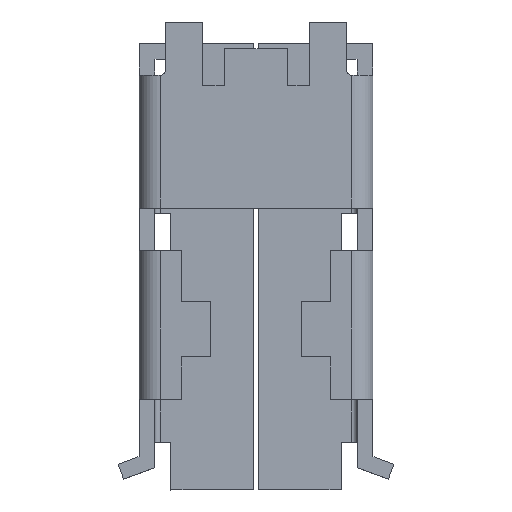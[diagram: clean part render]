
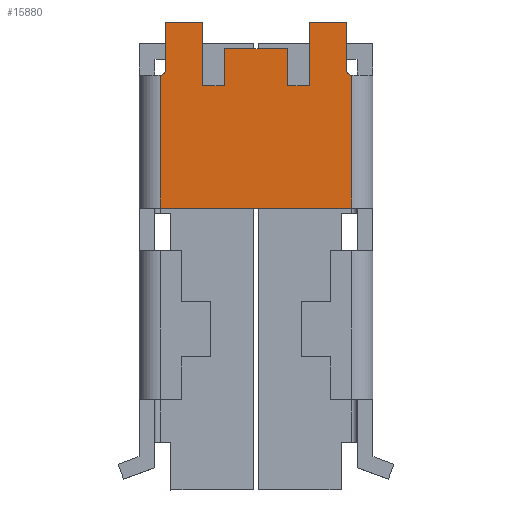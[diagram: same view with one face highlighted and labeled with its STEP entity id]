
A CAD part, top view. The second image highlights one B-rep face of the part: STEP entity #15880.
In plain terms, the highlighted planar face has unit normal (0, 0, 1).
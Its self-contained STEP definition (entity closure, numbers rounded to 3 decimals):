
#120=CARTESIAN_POINT('',(163.238,-15.6,
0.89));
#130=VERTEX_POINT('',#120);
#160=CARTESIAN_POINT('',(163.238,-15.15,
0.89));
#170=DIRECTION('',(0.,1.,0.));
#180=VECTOR('',#170,1.);
#190=LINE('',#160,#180);
#200=CARTESIAN_POINT('',(163.238,-15.95,
0.89));
#210=VERTEX_POINT('',#200);
#220=EDGE_CURVE('',#210,#130,#190,.T.);
#6170=CARTESIAN_POINT('',(163.038,-15.35,
0.89));
#6180=VERTEX_POINT('',#6170);
#6210=CARTESIAN_POINT('',(163.438,-15.35,
0.89));
#6220=DIRECTION('',(-1.,0.,0.));
#6230=VECTOR('',#6220,1.);
#6240=LINE('',#6210,#6230);
#6250=CARTESIAN_POINT('',(162.688,-15.35,
0.89));
#6260=VERTEX_POINT('',#6250);
#6270=EDGE_CURVE('',#6180,#6260,#6240,.T.);
#6990=CARTESIAN_POINT('',(163.438,-15.95,
0.89));
#7000=DIRECTION('',(1.,0.,0.));
#7010=VECTOR('',#7000,1.);
#7020=LINE('',#6990,#7010);
#7030=CARTESIAN_POINT('',(163.038,-15.95,
0.89));
#7040=VERTEX_POINT('',#7030);
#7050=EDGE_CURVE('',#7040,#210,#7020,.T.);
#7440=CARTESIAN_POINT('',(163.838,-15.6,
0.89));
#7450=VERTEX_POINT('',#7440);
#7480=CARTESIAN_POINT('',(163.638,-15.6,
0.89));
#7490=DIRECTION('',(-1.,0.,0.));
#7500=VECTOR('',#7490,1.);
#7510=LINE('',#7480,#7500);
#7520=CARTESIAN_POINT('',(163.538,-15.6,
0.89));
#7530=VERTEX_POINT('',#7520);
#7540=EDGE_CURVE('',#7450,#7530,#7510,.T.);
#7560=CARTESIAN_POINT('',(163.438,-15.6,
0.89));
#7570=DIRECTION('',(1.,0.,0.));
#7580=VECTOR('',#7570,1.);
#7590=LINE('',#7560,#7580);
#7600=EDGE_CURVE('',#130,#7530,#7590,.T.);
#9750=CARTESIAN_POINT('',(162.688,-15.8,
0.89));
#9760=VERTEX_POINT('',#9750);
#9790=CARTESIAN_POINT('',(162.638,-15.8,
0.89));
#9800=DIRECTION('',(0.,0.,-1.));
#9810=DIRECTION('',(1.,0.,0.));
#9820=AXIS2_PLACEMENT_3D('',#9790,#9800,#9810);
#9830=CIRCLE('',#9820,0.05);
#9840=CARTESIAN_POINT('',(162.638,-15.85,
0.89));
#9850=VERTEX_POINT('',#9840);
#9860=EDGE_CURVE('',#9760,#9850,#9830,.T.);
#10090=CARTESIAN_POINT('',(164.438,-17.1,
0.89));
#10100=VERTEX_POINT('',#10090);
#10740=CARTESIAN_POINT('',(162.638,-17.1,
0.89));
#10750=VERTEX_POINT('',#10740);
#10780=CARTESIAN_POINT('',(163.438,-17.1,
0.89));
#10790=DIRECTION('',(-1.,0.,0.));
#10800=VECTOR('',#10790,1.);
#10810=LINE('',#10780,#10800);
#10820=EDGE_CURVE('',#10100,#10750,#10810,.T.);
#12530=CARTESIAN_POINT('',(162.688,-15.15,
0.89));
#12540=DIRECTION('',(0.,-1.,0.));
#12550=VECTOR('',#12540,1.);
#12560=LINE('',#12530,#12550);
#12570=EDGE_CURVE('',#6260,#9760,#12560,.T.);
#15060=CARTESIAN_POINT('',(163.238,-15.6,
0.89));
#15070=DIRECTION('',(0.,0.,-1.));
#15080=DIRECTION('',(0.,1.,0.));
#15090=AXIS2_PLACEMENT_3D('',#15060,#15070,#15080);
#15100=PLANE('',#15090);
#15110=ORIENTED_EDGE('',*,*,#12570,.T.);
#15120=ORIENTED_EDGE('',*,*,#6270,.T.);
#15130=CARTESIAN_POINT('',(163.038,-15.15,
0.89));
#15140=DIRECTION('',(0.,1.,0.));
#15150=VECTOR('',#15140,1.);
#15160=LINE('',#15130,#15150);
#15170=EDGE_CURVE('',#7040,#6180,#15160,.T.);
#15180=ORIENTED_EDGE('',*,*,#15170,.T.);
#15190=ORIENTED_EDGE('',*,*,#7050,.F.);
#15200=ORIENTED_EDGE('',*,*,#220,.F.);
#15210=ORIENTED_EDGE('',*,*,#7600,.F.);
#15220=ORIENTED_EDGE('',*,*,#7540,.T.);
#15230=CARTESIAN_POINT('',(163.838,-15.15,
0.89));
#15240=DIRECTION('',(0.,1.,0.));
#15250=VECTOR('',#15240,1.);
#15260=LINE('',#15230,#15250);
#15270=CARTESIAN_POINT('',(163.838,-15.95,
0.89));
#15280=VERTEX_POINT('',#15270);
#15290=EDGE_CURVE('',#15280,#7450,#15260,.T.);
#15300=ORIENTED_EDGE('',*,*,#15290,.T.);
#15310=CARTESIAN_POINT('',(163.638,-15.95,
0.89));
#15320=DIRECTION('',(-1.,0.,0.));
#15330=VECTOR('',#15320,1.);
#15340=LINE('',#15310,#15330);
#15350=CARTESIAN_POINT('',(164.038,-15.95,
0.89));
#15360=VERTEX_POINT('',#15350);
#15370=EDGE_CURVE('',#15360,#15280,#15340,.T.);
#15380=ORIENTED_EDGE('',*,*,#15370,.T.);
#15390=CARTESIAN_POINT('',(164.038,-15.15,
0.89));
#15400=DIRECTION('',(0.,1.,0.));
#15410=VECTOR('',#15400,1.);
#15420=LINE('',#15390,#15410);
#15430=CARTESIAN_POINT('',(164.038,-15.35,
0.89));
#15440=VERTEX_POINT('',#15430);
#15450=EDGE_CURVE('',#15360,#15440,#15420,.T.);
#15460=ORIENTED_EDGE('',*,*,#15450,.F.);
#15470=CARTESIAN_POINT('',(163.638,-15.35,
0.89));
#15480=DIRECTION('',(1.,0.,0.));
#15490=VECTOR('',#15480,1.);
#15500=LINE('',#15470,#15490);
#15510=CARTESIAN_POINT('',(164.388,-15.35,
0.89));
#15520=VERTEX_POINT('',#15510);
#15530=EDGE_CURVE('',#15440,#15520,#15500,.T.);
#15540=ORIENTED_EDGE('',*,*,#15530,.F.);
#15550=CARTESIAN_POINT('',(164.388,-15.15,
0.89));
#15560=DIRECTION('',(0.,-1.,0.));
#15570=VECTOR('',#15560,1.);
#15580=LINE('',#15550,#15570);
#15590=CARTESIAN_POINT('',(164.388,-15.8,
0.89));
#15600=VERTEX_POINT('',#15590);
#15610=EDGE_CURVE('',#15520,#15600,#15580,.T.);
#15620=ORIENTED_EDGE('',*,*,#15610,.F.);
#15630=CARTESIAN_POINT('',(164.438,-15.8,
0.89));
#15640=DIRECTION('',(0.,0.,1.));
#15650=DIRECTION('',(-1.,0.,0.));
#15660=AXIS2_PLACEMENT_3D('',#15630,#15640,#15650);
#15670=CIRCLE('',#15660,0.05);
#15680=CARTESIAN_POINT('',(164.438,-15.85,
0.89));
#15690=VERTEX_POINT('',#15680);
#15700=EDGE_CURVE('',#15600,#15690,#15670,.T.);
#15710=ORIENTED_EDGE('',*,*,#15700,.F.);
#15720=CARTESIAN_POINT('',(164.438,-15.15,
0.89));
#15730=DIRECTION('',(0.,-1.,0.));
#15740=VECTOR('',#15730,1.);
#15750=LINE('',#15720,#15740);
#15760=EDGE_CURVE('',#15690,#10100,#15750,.T.);
#15770=ORIENTED_EDGE('',*,*,#15760,.F.);
#15780=ORIENTED_EDGE('',*,*,#10820,.F.);
#15790=CARTESIAN_POINT('',(162.638,-15.15,
0.89));
#15800=DIRECTION('',(0.,-1.,0.));
#15810=VECTOR('',#15800,1.);
#15820=LINE('',#15790,#15810);
#15830=EDGE_CURVE('',#9850,#10750,#15820,.T.);
#15840=ORIENTED_EDGE('',*,*,#15830,.T.);
#15850=ORIENTED_EDGE('',*,*,#9860,.T.);
#15860=EDGE_LOOP('',(#15850,#15840,#15780,#15770,#15710,#15620,#15540,
#15460,#15380,#15300,#15220,#15210,#15200,#15190,#15180,#15120,#15110));
#15870=FACE_OUTER_BOUND('',#15860,.T.);
#15880=ADVANCED_FACE('',(#15870),#15100,.F.);
